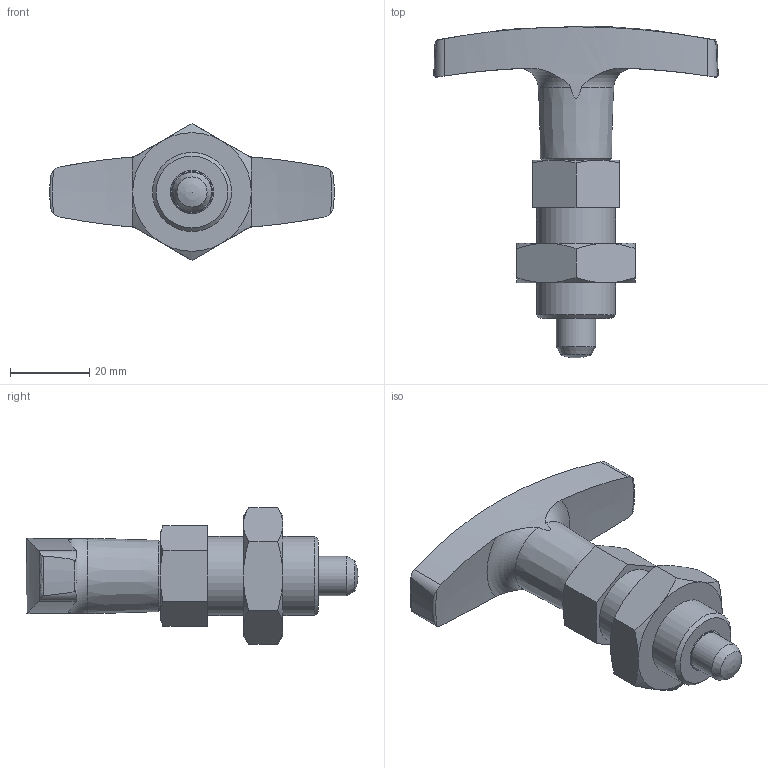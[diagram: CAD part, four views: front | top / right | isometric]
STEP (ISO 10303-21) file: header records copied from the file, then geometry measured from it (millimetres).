
FILE_DESCRIPTION( ( 'STEP AP214' ), '1' );
FILE_NAME( 'K1124.06410840.stp', '2020-12-10T10:10:27', ( '' ), ( '' ), ' ', 'PARTsolutions', ' ' );
FILE_SCHEMA( ( 'AUTOMOTIVE_DESIGN { 1 0 10303 214 1 1 1 1 }' ) );
Length unit declared in the file: millimetre
Products named in the file (1): _K1124.06410840
Bounding box: 71.96 x 84 x 34.64 mm (x, y, z)
Volume: 36505.1 mm3; surface area: 11386.3 mm2
Topology: 1 solids, 2 shells, 68 faces, 165 edges, 104 vertices
Faces by surface type: cone 27, plane 19, cylinder 12, torus 6, sphere 2, bspline 2
Full cylindrical faces by diameter (mm): 8 x1, 10 x1, 11 x2, 20 x2
Entity records: 2826 total; most frequent: CARTESIAN_POINT 891, ORIENTED_EDGE 284, DIRECTION 252, EDGE_CURVE 142, AXIS2_PLACEMENT_3D 115, VERTEX_POINT 98, EDGE_LOOP 88, FACE_OUTER_BOUND 74
